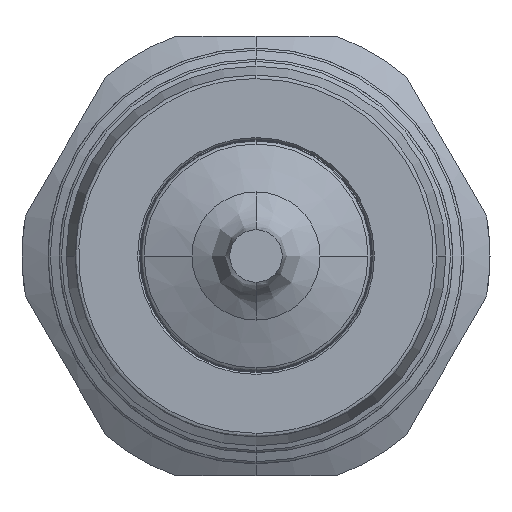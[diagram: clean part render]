
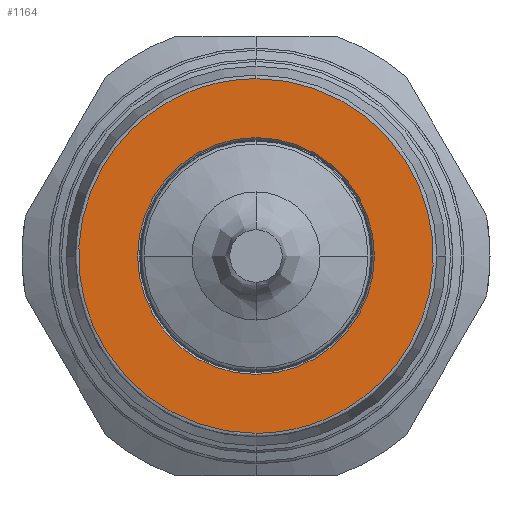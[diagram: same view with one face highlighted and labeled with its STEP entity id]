
A CAD part, left-side view. The second image highlights one B-rep face of the part: STEP entity #1164.
In plain terms, the highlighted planar face has unit normal (-1, 0, 0).
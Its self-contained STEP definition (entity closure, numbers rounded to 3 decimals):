
#205 = EDGE_CURVE ( 'NONE', #897, #881, #1382, .T. ) ;
#269 = AXIS2_PLACEMENT_3D ( 'NONE', #1873, #1872, #1871 ) ;
#282 = AXIS2_PLACEMENT_3D ( 'NONE', #1812, #1811, #1810 ) ;
#311 = AXIS2_PLACEMENT_3D ( 'NONE', #1944, #1943, #1942 ) ;
#415 = EDGE_LOOP ( 'NONE', ( #604, #600 ) ) ;
#417 = EDGE_LOOP ( 'NONE', ( #596, #605 ) ) ;
#596 = ORIENTED_EDGE ( 'NONE', *, *, #1011, .F. ) ;
#600 = ORIENTED_EDGE ( 'NONE', *, *, #205, .F. ) ;
#604 = ORIENTED_EDGE ( 'NONE', *, *, #1014, .F. ) ;
#605 = ORIENTED_EDGE ( 'NONE', *, *, #1034, .F. ) ;
#706 = CARTESIAN_POINT ( 'NONE',  ( -54., 0., 18.568 ) ) ;
#707 = CARTESIAN_POINT ( 'NONE',  ( -54., -37.137, -18.568 ) ) ;
#708 = CARTESIAN_POINT ( 'NONE',  ( -54., -37.137, 18.568 ) ) ;
#709 = CARTESIAN_POINT ( 'NONE',  ( -54., 0., -18.568 ) ) ;
#881 = VERTEX_POINT ( 'NONE', #1738 ) ;
#896 = VERTEX_POINT ( 'NONE', #1723 ) ;
#897 = VERTEX_POINT ( 'NONE', #1722 ) ;
#957 = VERTEX_POINT ( 'NONE', #1661 ) ;
#1011 = EDGE_CURVE ( 'NONE', #957, #896, #1583, .T. ) ;
#1014 = EDGE_CURVE ( 'NONE', #881, #897, #1383, .T. ) ;
#1034 = EDGE_CURVE ( 'NONE', #896, #957, #1615, .T. ) ;
#1164 = ADVANCED_FACE ( 'NONE', ( #1205, #1206 ), #1945, .F. ) ;
#1205 = FACE_BOUND ( 'NONE', #417, .T. ) ;
#1206 = FACE_OUTER_BOUND ( 'NONE', #415, .T. ) ;
#1382 =( BOUNDED_CURVE ( )  B_SPLINE_CURVE ( 3, ( #706, #708, #707, #709 ),
 .UNSPECIFIED., .F., .T. ) 
 B_SPLINE_CURVE_WITH_KNOTS ( ( 4, 4 ),
 ( 0., 1. ),
 .UNSPECIFIED. ) 
 CURVE ( )  GEOMETRIC_REPRESENTATION_ITEM ( )  RATIONAL_B_SPLINE_CURVE ( ( 1., 0.333, 0.333, 1. ) ) 
 REPRESENTATION_ITEM ( '' )  );
#1383 =( BOUNDED_CURVE ( )  B_SPLINE_CURVE ( 3, ( #1864, #1863, #1862, #1861 ),
 .UNSPECIFIED., .F., .F. ) 
 B_SPLINE_CURVE_WITH_KNOTS ( ( 4, 4 ),
 ( 0., 1. ),
 .UNSPECIFIED. ) 
 CURVE ( )  GEOMETRIC_REPRESENTATION_ITEM ( )  RATIONAL_B_SPLINE_CURVE ( ( 1., 0.333, 0.333, 1. ) ) 
 REPRESENTATION_ITEM ( '' )  );
#1583 = CIRCLE ( 'NONE', #269, 12.4 ) ;
#1615 = CIRCLE ( 'NONE', #282, 12.4 ) ;
#1661 = CARTESIAN_POINT ( 'NONE',  ( -54., -12.4, 0. ) ) ;
#1722 = CARTESIAN_POINT ( 'NONE',  ( -54., 0., 18.568 ) ) ;
#1723 = CARTESIAN_POINT ( 'NONE',  ( -54., 12.4, 0. ) ) ;
#1738 = CARTESIAN_POINT ( 'NONE',  ( -54., 0., -18.568 ) ) ;
#1810 = DIRECTION ( 'NONE',  ( 0., -1., 0. ) ) ;
#1811 = DIRECTION ( 'NONE',  ( -1., 0., 0. ) ) ;
#1812 = CARTESIAN_POINT ( 'NONE',  ( -54., 0., 0. ) ) ;
#1861 = CARTESIAN_POINT ( 'NONE',  ( -54., 0., 18.568 ) ) ;
#1862 = CARTESIAN_POINT ( 'NONE',  ( -54., 37.137, 18.568 ) ) ;
#1863 = CARTESIAN_POINT ( 'NONE',  ( -54., 37.137, -18.568 ) ) ;
#1864 = CARTESIAN_POINT ( 'NONE',  ( -54., 0., -18.568 ) ) ;
#1871 = DIRECTION ( 'NONE',  ( 0., -1., 0. ) ) ;
#1872 = DIRECTION ( 'NONE',  ( -1., 0., 0. ) ) ;
#1873 = CARTESIAN_POINT ( 'NONE',  ( -54., 0., 0. ) ) ;
#1942 = DIRECTION ( 'NONE',  ( 0., 0., -1. ) ) ;
#1943 = DIRECTION ( 'NONE',  ( 1., 0., 0. ) ) ;
#1944 = CARTESIAN_POINT ( 'NONE',  ( -54., 12.4, 0. ) ) ;
#1945 = PLANE ( 'NONE',  #311 ) ;
